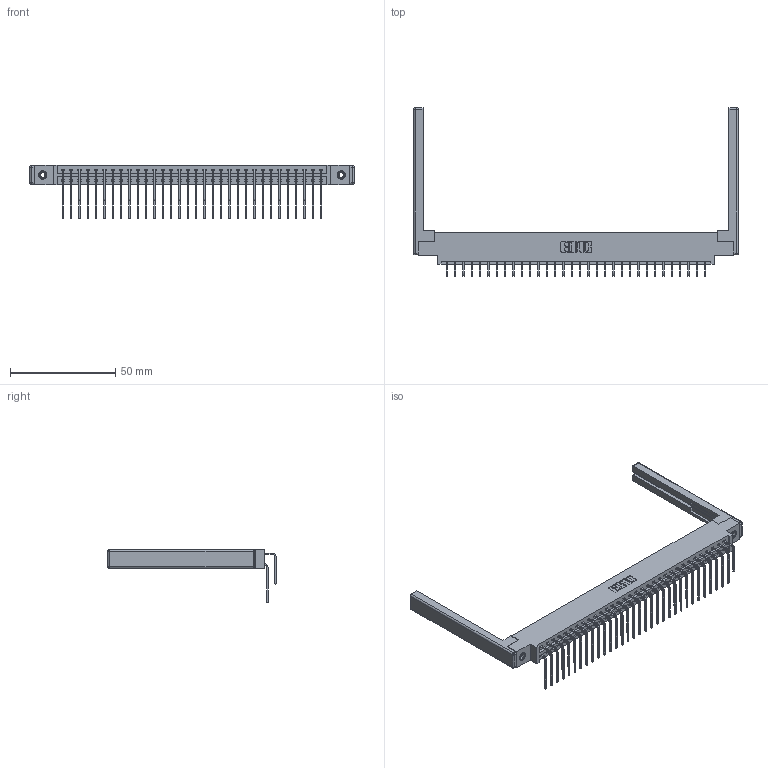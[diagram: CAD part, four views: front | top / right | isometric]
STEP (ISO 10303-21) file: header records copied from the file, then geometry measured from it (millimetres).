
FILE_DESCRIPTION (( 'STEP AP203' ), '1' );
FILE_NAME ('387-064-559-868.STEP', '2019-10-19T17:45:19', ( '' ), ( '' ), 'SwSTEP 2.0', 'SolidWorks 2016', '' );
FILE_SCHEMA (( 'CONFIG_CONTROL_DESIGN' ));
Length unit declared in the file: inch
Products named in the file (6): 387-064-559-868; 345-292-001_558 559 Tail - 1; 337 Part_0.170 Offset - 0.156 Dia-TI; 345-292-001_559 Tail - 2; 345-250-001_345-250-001-102; 307-220-068
Assembly tree (69 placements, depth 2):
  387-064-559-868
    337 Part_0.170 Offset - 0.156 Dia-TI
    345-292-001_558 559 Tail - 1  x32
    345-292-001_559 Tail - 2  x32
    345-250-001_345-250-001-102  x2
    307-220-068  x2
Bounding box: 154.23 x 79.95 x 25.53 mm (x, y, z)
Volume: 20757.2 mm3; surface area: 24408 mm2
Topology: 69 solids, 69 shells, 3856 faces, 11401 edges, 7494 vertices
Faces by surface type: plane 2722, cylinder 1110, cone 12, sphere 8, torus 4
Entity records: 30780 total; most frequent: CARTESIAN_POINT 5206, ORIENTED_EDGE 5080, DIRECTION 4498, EDGE_CURVE 2540, VECTOR 2322, LINE 2322, VERTEX_POINT 1682, AXIS2_PLACEMENT_3D 1088
